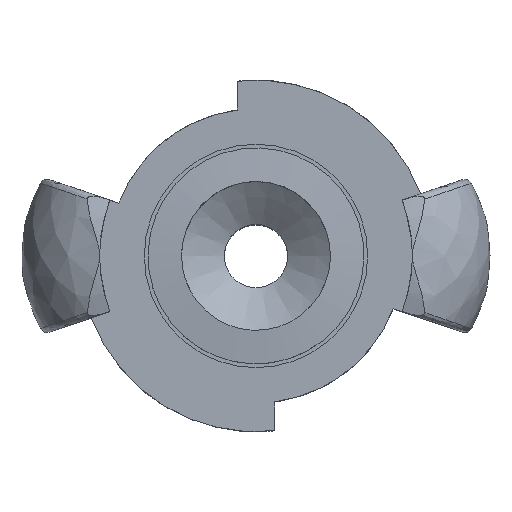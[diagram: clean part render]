
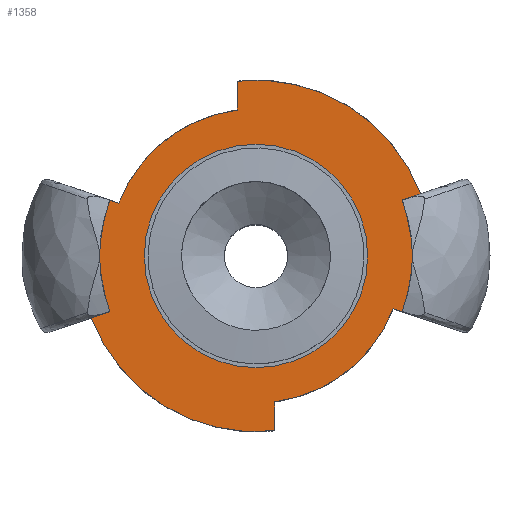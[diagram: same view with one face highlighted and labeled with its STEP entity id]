
A CAD part, top view. The second image highlights one B-rep face of the part: STEP entity #1358.
In plain terms, the highlighted planar face has unit normal (0, 0, 1).
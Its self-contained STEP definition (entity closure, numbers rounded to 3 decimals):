
#22=FACE_BOUND('',#421,.T.);
#53=PLANE('',#1504);
#64=CIRCLE('',#1408,23.609);
#68=CIRCLE('',#1415,23.609);
#113=CIRCLE('',#1484,15.);
#114=CIRCLE('',#1485,15.);
#118=CIRCLE('',#1491,19.75);
#119=CIRCLE('',#1493,19.75);
#124=CIRCLE('',#1505,25.5);
#125=CIRCLE('',#1506,25.5);
#154=LINE('',#2442,#212);
#161=LINE('',#2534,#219);
#167=LINE('',#2603,#225);
#172=LINE('',#2619,#230);
#191=LINE('',#2946,#249);
#198=LINE('',#3109,#256);
#212=VECTOR('',#1568,10.);
#219=VECTOR('',#1581,10.);
#225=VECTOR('',#1623,10.);
#230=VECTOR('',#1630,10.);
#249=VECTOR('',#1791,10.);
#256=VECTOR('',#1820,10.);
#345=FACE_OUTER_BOUND('',#420,.T.);
#420=EDGE_LOOP('',(#1140,#1141,#1142,#1143,#1144,#1145,#1146,#1147,#1148,
#1149,#1150,#1151));
#421=EDGE_LOOP('',(#1152,#1153));
#523=VERTEX_POINT('',#2435);
#526=VERTEX_POINT('',#2440);
#533=VERTEX_POINT('',#2527);
#536=VERTEX_POINT('',#2532);
#539=VERTEX_POINT('',#2577);
#542=VERTEX_POINT('',#2589);
#545=VERTEX_POINT('',#2602);
#549=VERTEX_POINT('',#2618);
#592=VERTEX_POINT('',#2755);
#593=VERTEX_POINT('',#2756);
#599=VERTEX_POINT('',#2844);
#600=VERTEX_POINT('',#2848);
#603=VERTEX_POINT('',#2944);
#614=VERTEX_POINT('',#3108);
#673=EDGE_CURVE('',#523,#526,#154,.T.);
#684=EDGE_CURVE('',#533,#536,#161,.T.);
#689=EDGE_CURVE('',#539,#533,#64,.T.);
#695=EDGE_CURVE('',#542,#523,#68,.T.);
#702=EDGE_CURVE('',#539,#545,#167,.T.);
#708=EDGE_CURVE('',#542,#549,#172,.T.);
#765=EDGE_CURVE('',#592,#593,#113,.T.);
#766=EDGE_CURVE('',#593,#592,#114,.T.);
#778=EDGE_CURVE('',#599,#526,#118,.T.);
#780=EDGE_CURVE('',#600,#536,#119,.T.);
#785=EDGE_CURVE('',#603,#600,#191,.T.);
#802=EDGE_CURVE('',#549,#603,#124,.T.);
#803=EDGE_CURVE('',#614,#599,#198,.T.);
#804=EDGE_CURVE('',#545,#614,#125,.T.);
#1140=ORIENTED_EDGE('',*,*,#689,.T.);
#1141=ORIENTED_EDGE('',*,*,#684,.T.);
#1142=ORIENTED_EDGE('',*,*,#780,.F.);
#1143=ORIENTED_EDGE('',*,*,#785,.F.);
#1144=ORIENTED_EDGE('',*,*,#802,.F.);
#1145=ORIENTED_EDGE('',*,*,#708,.F.);
#1146=ORIENTED_EDGE('',*,*,#695,.T.);
#1147=ORIENTED_EDGE('',*,*,#673,.T.);
#1148=ORIENTED_EDGE('',*,*,#778,.F.);
#1149=ORIENTED_EDGE('',*,*,#803,.F.);
#1150=ORIENTED_EDGE('',*,*,#804,.F.);
#1151=ORIENTED_EDGE('',*,*,#702,.F.);
#1152=ORIENTED_EDGE('',*,*,#765,.T.);
#1153=ORIENTED_EDGE('',*,*,#766,.T.);
#1358=ADVANCED_FACE('',(#345,#22),#53,.F.);
#1408=AXIS2_PLACEMENT_3D('',#2578,#1589,#1590);
#1415=AXIS2_PLACEMENT_3D('',#2590,#1605,#1606);
#1484=AXIS2_PLACEMENT_3D('',#2757,#1764,#1765);
#1485=AXIS2_PLACEMENT_3D('',#2758,#1766,#1767);
#1491=AXIS2_PLACEMENT_3D('',#2846,#1780,#1781);
#1493=AXIS2_PLACEMENT_3D('',#2850,#1785,#1786);
#1504=AXIS2_PLACEMENT_3D('',#3106,#1816,#1817);
#1505=AXIS2_PLACEMENT_3D('',#3107,#1818,#1819);
#1506=AXIS2_PLACEMENT_3D('',#3110,#1821,#1822);
#1568=DIRECTION('',(0.,-1.,0.));
#1581=DIRECTION('',(0.,1.,0.));
#1589=DIRECTION('center_axis',(0.,0.,1.));
#1590=DIRECTION('ref_axis',(0.106,0.994,0.));
#1605=DIRECTION('center_axis',(0.,0.,1.));
#1606=DIRECTION('ref_axis',(-0.106,-0.994,0.));
#1623=DIRECTION('',(-0.948,-0.319,0.));
#1630=DIRECTION('',(0.948,0.319,0.));
#1764=DIRECTION('center_axis',(0.,0.,-1.));
#1765=DIRECTION('ref_axis',(0.,-1.,0.));
#1766=DIRECTION('center_axis',(0.,0.,-1.));
#1767=DIRECTION('ref_axis',(0.,-1.,0.));
#1780=DIRECTION('center_axis',(0.,0.,-1.));
#1781=DIRECTION('ref_axis',(-1.,0.,0.));
#1785=DIRECTION('center_axis',(0.,0.,-1.));
#1786=DIRECTION('ref_axis',(-1.,0.,0.));
#1791=DIRECTION('',(-0.948,0.319,0.));
#1816=DIRECTION('center_axis',(0.,0.,-1.));
#1817=DIRECTION('ref_axis',(-1.,0.,0.));
#1818=DIRECTION('center_axis',(0.,0.,-1.));
#1819=DIRECTION('ref_axis',(0.,-1.,0.));
#1820=DIRECTION('',(0.948,-0.319,0.));
#1821=DIRECTION('center_axis',(0.,0.,-1.));
#1822=DIRECTION('ref_axis',(0.,-1.,0.));
#2435=CARTESIAN_POINT('',(-2.5,23.476,0.));
#2440=CARTESIAN_POINT('',(-2.5,19.591,0.));
#2442=CARTESIAN_POINT('',(-2.5,0.,0.));
#2527=CARTESIAN_POINT('',(2.5,-23.476,0.));
#2532=CARTESIAN_POINT('',(2.5,-19.591,0.));
#2534=CARTESIAN_POINT('',(2.5,0.,0.));
#2577=CARTESIAN_POINT('',(-22.089,-8.333,0.));
#2578=CARTESIAN_POINT('Origin',(0.,0.,0.));
#2589=CARTESIAN_POINT('',(22.089,8.333,0.));
#2590=CARTESIAN_POINT('Origin',(0.,0.,0.));
#2602=CARTESIAN_POINT('',(-23.883,-8.937,0.));
#2603=CARTESIAN_POINT('',(-11.008,-4.601,0.));
#2618=CARTESIAN_POINT('',(23.883,8.937,0.));
#2619=CARTESIAN_POINT('',(7.151,3.302,0.));
#2755=CARTESIAN_POINT('',(0.,-15.,0.));
#2756=CARTESIAN_POINT('',(0.,15.,0.));
#2757=CARTESIAN_POINT('Origin',(0.,0.,0.));
#2758=CARTESIAN_POINT('Origin',(0.,0.,0.));
#2844=CARTESIAN_POINT('',(-18.429,7.101,0.));
#2846=CARTESIAN_POINT('Origin',(0.,0.,0.));
#2848=CARTESIAN_POINT('',(18.429,-7.101,0.));
#2850=CARTESIAN_POINT('Origin',(0.,0.,0.));
#2944=CARTESIAN_POINT('',(23.883,-8.937,0.));
#2946=CARTESIAN_POINT('',(16.054,-6.301,0.));
#3106=CARTESIAN_POINT('Origin',(0.,-12.75,0.));
#3107=CARTESIAN_POINT('Origin',(0.,0.,0.));
#3108=CARTESIAN_POINT('',(-23.883,8.937,0.));
#3109=CARTESIAN_POINT('',(-12.197,5.002,0.));
#3110=CARTESIAN_POINT('Origin',(0.,0.,0.));
